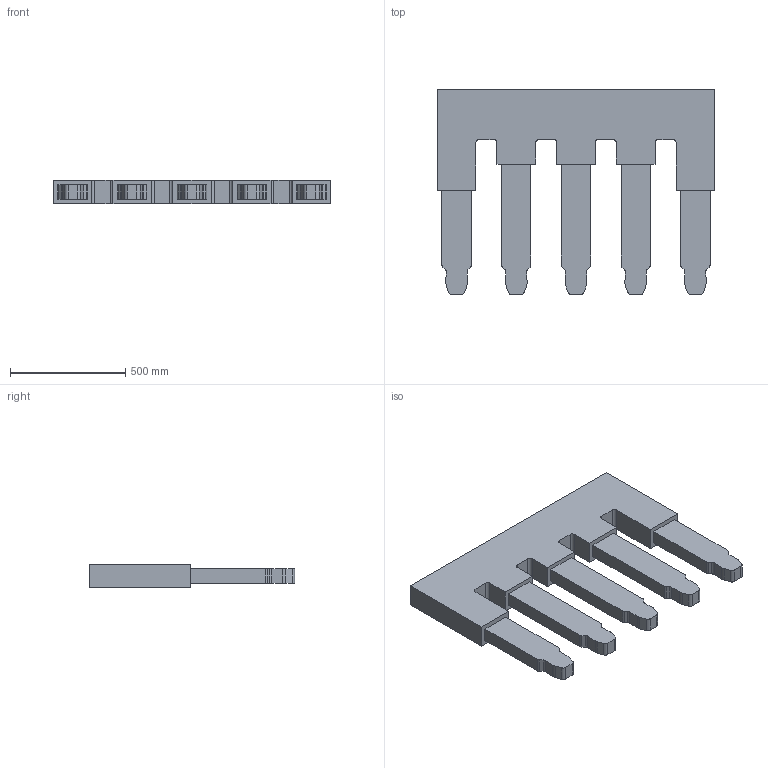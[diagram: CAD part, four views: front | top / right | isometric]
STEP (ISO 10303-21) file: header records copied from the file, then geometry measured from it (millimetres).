
FILE_DESCRIPTION((''),'2;1');
FILE_NAME('PRT0003','2018-12-01T',('Administrator'),(''),'PRO/ENGINEER BY PARAMETRIC TECHNOLOGY CORPORATION, 2008380','PRO/ENGINEER BY PARAMETRIC TECHNOLOGY CORPORATION, 2008380','');
FILE_SCHEMA(('CONFIG_CONTROL_DESIGN'));
Length unit declared in the file: inch
Products named in the file (1): PRT0003
Bounding box: 1203.96 x 891.54 x 101.6 mm (x, y, z)
Volume: 58452945.7 mm3; surface area: 2137069.7 mm2
Topology: 1 solids, 1 shells, 125 faces, 354 edges, 236 vertices
Faces by surface type: plane 77, cylinder 48
Entity records: 4104 total; most frequent: CARTESIAN_POINT 715, ORIENTED_EDGE 708, DIRECTION 700, EDGE_CURVE 354, VECTOR 258, LINE 258, VERTEX_POINT 236, AXIS2_PLACEMENT_3D 221
